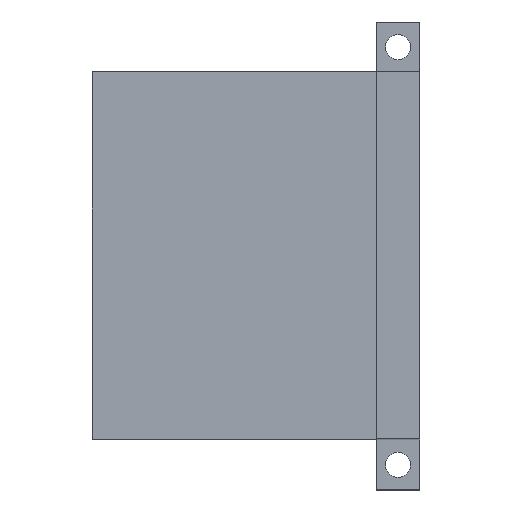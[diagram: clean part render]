
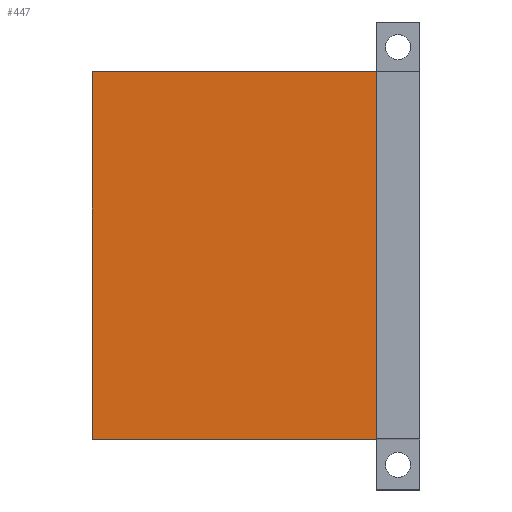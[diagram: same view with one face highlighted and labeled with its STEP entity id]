
A CAD part, top view. The second image highlights one B-rep face of the part: STEP entity #447.
In plain terms, the highlighted planar face has unit normal (0, 0, 1).
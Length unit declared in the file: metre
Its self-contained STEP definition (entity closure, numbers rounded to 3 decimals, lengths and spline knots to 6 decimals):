
#132=ORIENTED_EDGE('',*,*,#163,.T.);
#133=ORIENTED_EDGE('',*,*,#182,.F.);
#134=ORIENTED_EDGE('',*,*,#202,.F.);
#135=ORIENTED_EDGE('',*,*,#186,.T.);
#163=EDGE_CURVE('',#219,#220,#255,.T.);
#182=EDGE_CURVE('',#232,#220,#271,.T.);
#186=EDGE_CURVE('',#235,#219,#275,.T.);
#202=EDGE_CURVE('',#235,#232,#284,.T.);
#219=VERTEX_POINT('',#658);
#220=VERTEX_POINT('',#659);
#232=VERTEX_POINT('',#694);
#235=VERTEX_POINT('',#703);
#255=LINE('',#657,#295);
#271=LINE('',#695,#311);
#275=LINE('',#702,#315);
#284=LINE('',#740,#324);
#295=VECTOR('',#531,1.);
#311=VECTOR('',#563,1.);
#315=VECTOR('',#569,1.);
#324=VECTOR('',#614,1.);
#363=EDGE_LOOP('',(#132,#133,#134,#135));
#407=FACE_BOUND('',#363,.T.);
#426=PLANE('',#499);
#447=ADVANCED_FACE('',(#407),#426,.F.);
#499=AXIS2_PLACEMENT_3D('',#739,#612,#613);
#531=DIRECTION('',(0.,1.,0.));
#563=DIRECTION('',(1.,0.,0.));
#569=DIRECTION('',(1.,0.,0.));
#612=DIRECTION('',(0.,0.,-1.));
#613=DIRECTION('',(-1.,0.,0.));
#614=DIRECTION('',(0.,1.,0.));
#657=CARTESIAN_POINT('',(0.040099,0.,0.0215));
#658=CARTESIAN_POINT('',(0.040099,-0.022,0.0215));
#659=CARTESIAN_POINT('',(0.040099,0.022,0.0215));
#694=CARTESIAN_POINT('',(0.006099,0.022,0.0215));
#695=CARTESIAN_POINT('',(0.006099,0.022,0.0215));
#702=CARTESIAN_POINT('',(0.006099,-0.022,0.0215));
#703=CARTESIAN_POINT('',(0.006099,-0.022,0.0215));
#739=CARTESIAN_POINT('',(0.006099,0.,0.0215));
#740=CARTESIAN_POINT('',(0.006099,0.,0.0215));
